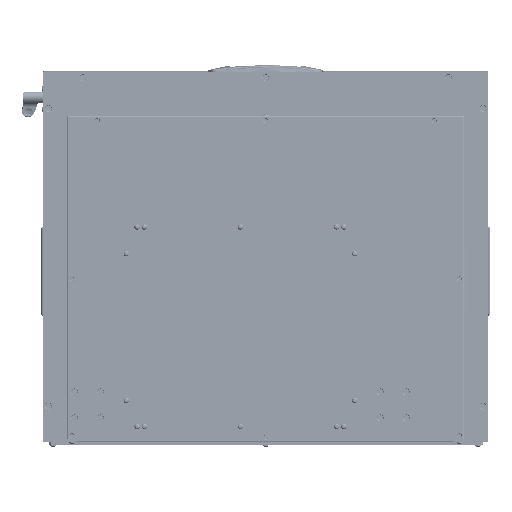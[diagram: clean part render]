
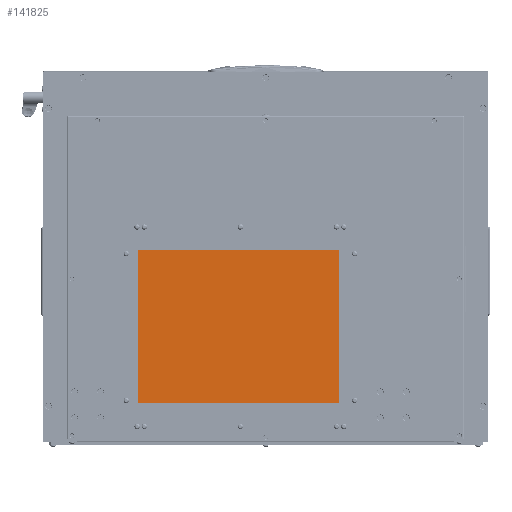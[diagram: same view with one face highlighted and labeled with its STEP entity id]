
A CAD part, front view. The second image highlights one B-rep face of the part: STEP entity #141825.
In plain terms, the highlighted planar face has unit normal (0, -1, 0).
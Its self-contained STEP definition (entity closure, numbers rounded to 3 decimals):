
#3315 = VECTOR ( 'NONE', #36260, 1000. ) ;
#12772 = CARTESIAN_POINT ( 'NONE',  ( 135.25, -4.5, 105.65 ) ) ;
#17363 = VERTEX_POINT ( 'NONE', #17536 ) ;
#17536 = CARTESIAN_POINT ( 'NONE',  ( 135.25, -4.5, 105.65 ) ) ;
#20096 = EDGE_CURVE ( 'NONE', #111146, #135481, #41719, .T. ) ;
#36241 = EDGE_CURVE ( 'NONE', #136183, #17363, #40373, .T. ) ;
#36260 = DIRECTION ( 'NONE',  ( 1., 0., 0. ) ) ;
#40373 = LINE ( 'NONE', #42386, #121965 ) ;
#40542 = CARTESIAN_POINT ( 'NONE',  ( -141.75, -4.5, -105.65 ) ) ;
#41719 = LINE ( 'NONE', #40542, #82531 ) ;
#42386 = CARTESIAN_POINT ( 'NONE',  ( 135.25, -4.5, -105.65 ) ) ;
#45229 = ORIENTED_EDGE ( 'NONE', *, *, #36241, .T. ) ;
#45767 = VECTOR ( 'NONE', #108781, 1000. ) ;
#67149 = LINE ( 'NONE', #12772, #45767 ) ;
#69354 = DIRECTION ( 'NONE',  ( 0., 0., -1. ) ) ;
#82531 = VECTOR ( 'NONE', #69354, 1000. ) ;
#83049 = CARTESIAN_POINT ( 'NONE',  ( 135.25, -4.5, 105.65 ) ) ;
#88667 = CARTESIAN_POINT ( 'NONE',  ( -141.75, -4.5, 105.65 ) ) ;
#93185 = CARTESIAN_POINT ( 'NONE',  ( 135.25, -4.5, -105.65 ) ) ;
#108781 = DIRECTION ( 'NONE',  ( -1., 0., 0. ) ) ;
#110627 = DIRECTION ( 'NONE',  ( 0., 0., -1. ) ) ;
#111146 = VERTEX_POINT ( 'NONE', #88667 ) ;
#121965 = VECTOR ( 'NONE', #166056, 1000. ) ;
#123788 = CARTESIAN_POINT ( 'NONE',  ( -141.75, -4.5, -105.65 ) ) ;
#124548 = ORIENTED_EDGE ( 'NONE', *, *, #160544, .T. ) ;
#125617 = DIRECTION ( 'NONE',  ( 0., -1., 0. ) ) ;
#135481 = VERTEX_POINT ( 'NONE', #123788 ) ;
#136183 = VERTEX_POINT ( 'NONE', #166844 ) ;
#141825 = ADVANCED_FACE ( 'NONE', ( #162412 ), #153341, .T. ) ;
#153341 = PLANE ( 'NONE',  #168164 ) ;
#155863 = LINE ( 'NONE', #93185, #3315 ) ;
#160544 = EDGE_CURVE ( 'NONE', #135481, #136183, #155863, .T. ) ;
#162412 = FACE_OUTER_BOUND ( 'NONE', #168743, .T. ) ;
#166056 = DIRECTION ( 'NONE',  ( 0., 0., 1. ) ) ;
#166844 = CARTESIAN_POINT ( 'NONE',  ( 135.25, -4.5, -105.65 ) ) ;
#167695 = ORIENTED_EDGE ( 'NONE', *, *, #20096, .T. ) ;
#168164 = AXIS2_PLACEMENT_3D ( 'NONE', #83049, #125617, #110627 ) ;
#168743 = EDGE_LOOP ( 'NONE', ( #45229, #169604, #167695, #124548 ) ) ;
#169577 = EDGE_CURVE ( 'NONE', #17363, #111146, #67149, .T. ) ;
#169604 = ORIENTED_EDGE ( 'NONE', *, *, #169577, .T. ) ;
